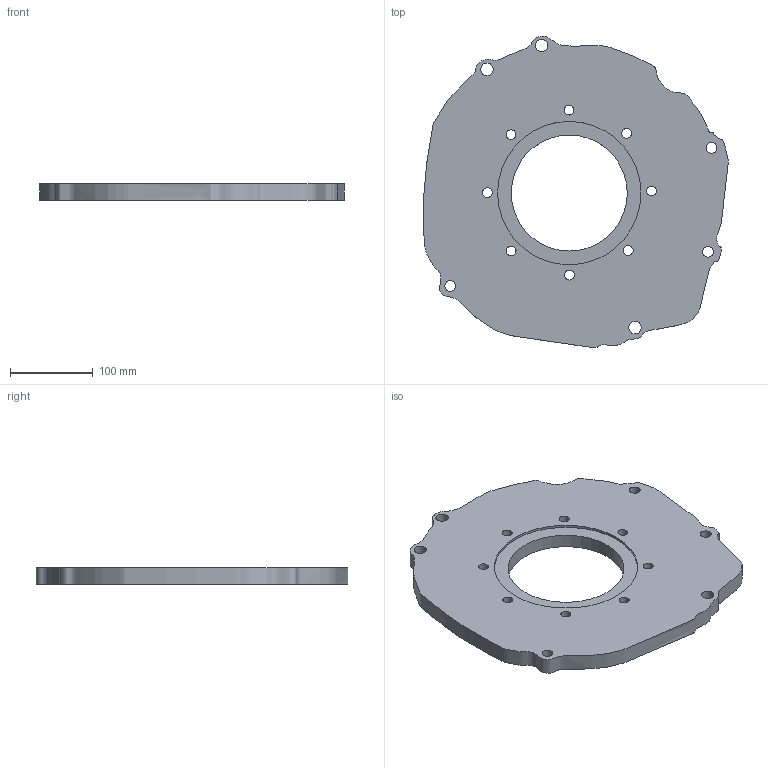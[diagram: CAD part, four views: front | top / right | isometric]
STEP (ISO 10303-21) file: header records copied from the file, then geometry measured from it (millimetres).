
FILE_DESCRIPTION(/* description */ (''),/* implementation_level */ '2;1');
FILE_NAME(/* name */ 'RX8 PLATE v8.step',/* time_stamp */ '2020-05-11T13:53:46+02:00',/* author */ (''),/* organization */ (''),/* preprocessor_version */ 'ST-DEVELOPER v18.1',/* originating_system */ 'Autodesk Translation Framework v9.2.0.1227',/* authorisation */ '');
FILE_SCHEMA (('AUTOMOTIVE_DESIGN { 1 0 10303 214 3 1 1 }'));
Length unit declared in the file: millimetre
Products named in the file (1): RX8 PLATE
Bounding box: 367.28 x 376.01 x 20 mm (x, y, z)
Volume: 1660895.6 mm3; surface area: 232262.6 mm2
Topology: 1 solids, 1 shells, 36 faces, 91 edges, 66 vertices
Faces by surface type: cylinder 24, plane 11, bspline 1
Full cylindrical faces by diameter (mm): 11.8 x8, 13 x3, 15 x3, 25 x8, 140 x1, 173 x1
Entity records: 3687 total; most frequent: CARTESIAN_POINT 2651, DIRECTION 225, ORIENTED_EDGE 182, AXIS2_PLACEMENT_3D 100, EDGE_CURVE 91, EDGE_LOOP 75, VERTEX_POINT 66, CIRCLE 64
